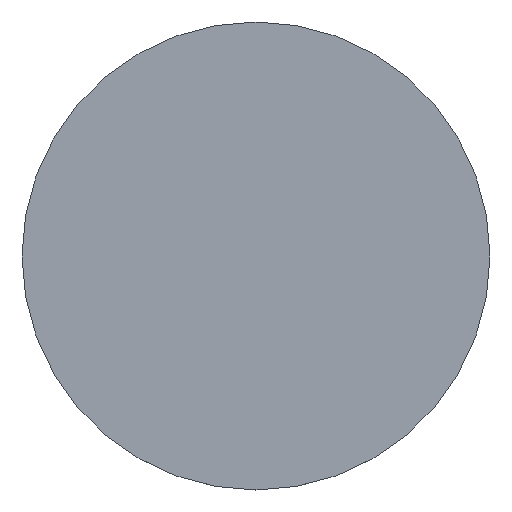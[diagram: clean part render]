
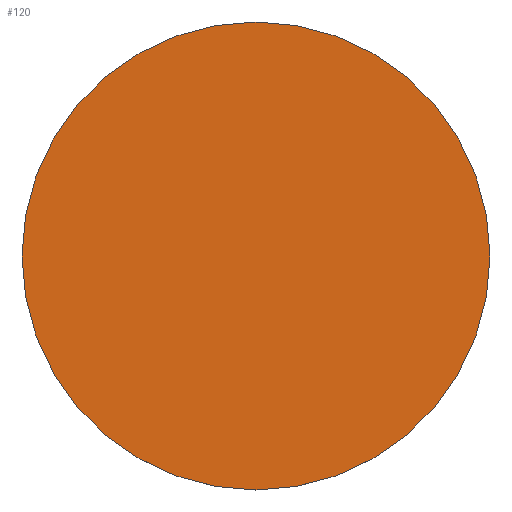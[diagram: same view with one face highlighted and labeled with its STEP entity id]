
A CAD part, top view. The second image highlights one B-rep face of the part: STEP entity #120.
In plain terms, the highlighted planar face has unit normal (0, 0, 1).
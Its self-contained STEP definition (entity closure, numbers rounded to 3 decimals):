
#2 = CIRCLE ( 'NONE', #109, 44.45 ) ;
#9 = DIRECTION ( 'NONE',  ( 0., 0., 1. ) ) ;
#21 = DIRECTION ( 'NONE',  ( 0., 0., 1. ) ) ;
#31 = EDGE_CURVE ( 'NONE', #169, #133, #104, .T. ) ;
#38 = PLANE ( 'NONE',  #90 ) ;
#39 = DIRECTION ( 'NONE',  ( 0., 0., 1. ) ) ;
#65 = CARTESIAN_POINT ( 'NONE',  ( 0., 0., 0.5 ) ) ;
#69 = EDGE_CURVE ( 'NONE', #133, #169, #2, .T. ) ;
#80 = DIRECTION ( 'NONE',  ( 1., 0., 0. ) ) ;
#90 = AXIS2_PLACEMENT_3D ( 'NONE', #110, #21, #96 ) ;
#91 = ORIENTED_EDGE ( 'NONE', *, *, #69, .T. ) ;
#96 = DIRECTION ( 'NONE',  ( 1., 0., 0. ) ) ;
#104 = CIRCLE ( 'NONE', #115, 44.45 ) ;
#109 = AXIS2_PLACEMENT_3D ( 'NONE', #65, #9, #80 ) ;
#110 = CARTESIAN_POINT ( 'NONE',  ( 0., 0., 0.5 ) ) ;
#115 = AXIS2_PLACEMENT_3D ( 'NONE', #171, #39, #138 ) ;
#120 = ADVANCED_FACE ( 'NONE', ( #154 ), #38, .T. ) ;
#133 = VERTEX_POINT ( 'NONE', #166 ) ;
#138 = DIRECTION ( 'NONE',  ( 1., 0., 0. ) ) ;
#142 = ORIENTED_EDGE ( 'NONE', *, *, #31, .T. ) ;
#146 = CARTESIAN_POINT ( 'NONE',  ( 44.45, 0., 0.5 ) ) ;
#150 = EDGE_LOOP ( 'NONE', ( #91, #142 ) ) ;
#154 = FACE_OUTER_BOUND ( 'NONE', #150, .T. ) ;
#166 = CARTESIAN_POINT ( 'NONE',  ( -44.45, 0., 0.5 ) ) ;
#169 = VERTEX_POINT ( 'NONE', #146 ) ;
#171 = CARTESIAN_POINT ( 'NONE',  ( 0., 0., 0.5 ) ) ;
